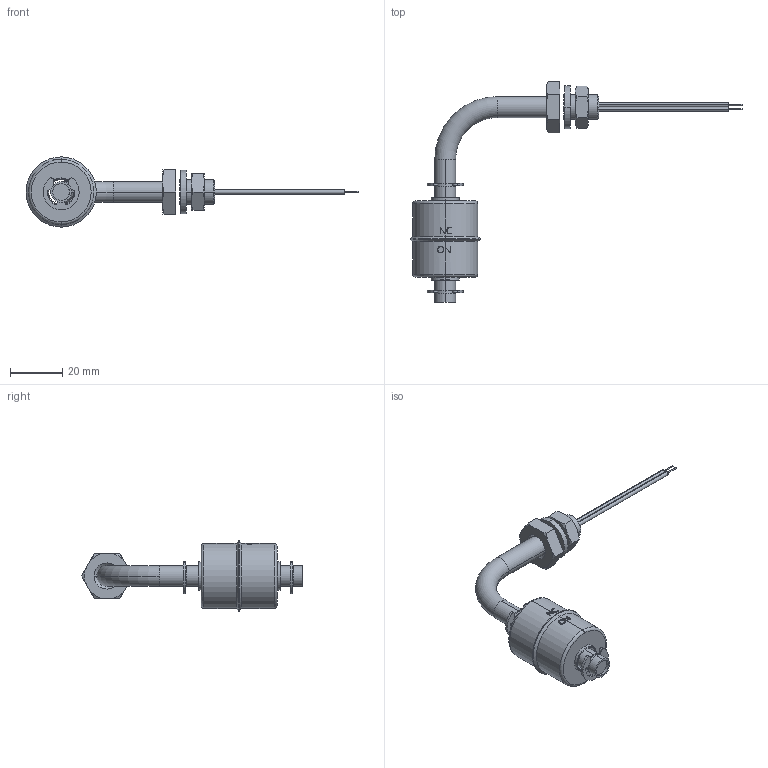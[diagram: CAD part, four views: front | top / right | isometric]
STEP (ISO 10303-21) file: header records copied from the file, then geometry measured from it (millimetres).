
FILE_DESCRIPTION (( 'STEP AP214' ), '1' );
FILE_NAME ('IMPG.STEP', '2020-02-12T16:15:21', ( '' ), ( '' ), 'SwSTEP 2.0', 'SolidWorks 2019', '' );
FILE_SCHEMA (( 'AUTOMOTIVE_DESIGN' ));
Length unit declared in the file: millimetre
Products named in the file (1): IMPG
Bounding box: 127.5 x 84.81 x 27 mm (x, y, z)
Surface area: 11013.8 mm2 (no closed solid volume)
Topology: 0 solids, 13 shells, 186 faces, 585 edges, 408 vertices
Faces by surface type: cylinder 68, plane 68, cone 28, bspline 16, torus 6
Entity records: 9673 total; most frequent: CARTESIAN_POINT 2675, DIRECTION 989, ORIENTED_EDGE 976, EDGE_CURVE 585, VERTEX_POINT 408, AXIS2_PLACEMENT_3D 379, VECTOR 231, LINE 231
